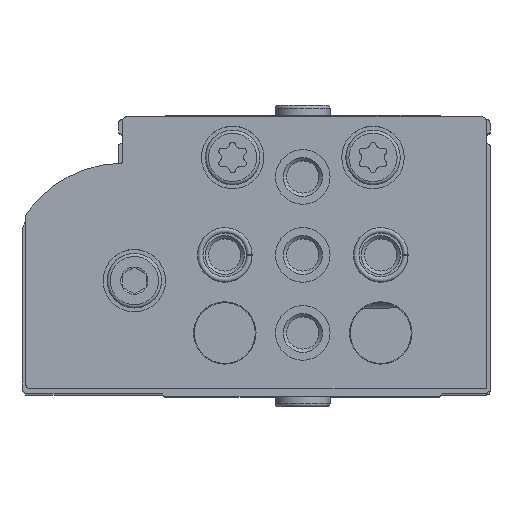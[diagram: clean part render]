
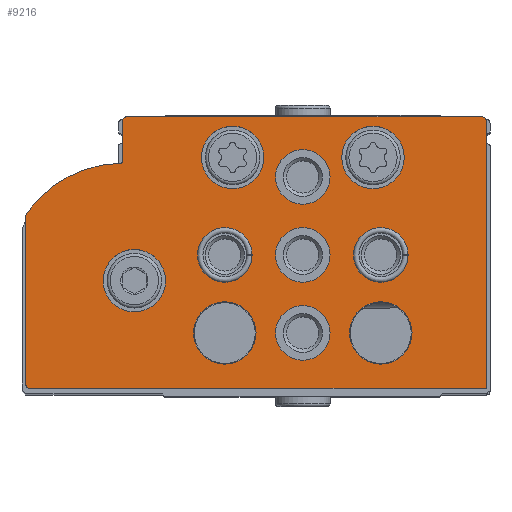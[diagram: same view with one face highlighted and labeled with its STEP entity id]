
A CAD part, top view. The second image highlights one B-rep face of the part: STEP entity #9216.
In plain terms, the highlighted face is planar.
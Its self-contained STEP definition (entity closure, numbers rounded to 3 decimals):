
#932=LINE('',#15678,#1616);
#934=LINE('',#15682,#1618);
#937=LINE('',#15690,#1621);
#942=LINE('',#15706,#1626);
#945=LINE('',#15714,#1629);
#1616=VECTOR('',#12657,1000.);
#1618=VECTOR('',#12661,1000.);
#1621=VECTOR('',#12670,1000.);
#1626=VECTOR('',#12689,1000.);
#1629=VECTOR('',#12698,1000.);
#3480=ORIENTED_EDGE('',*,*,#5167,.T.);
#3481=ORIENTED_EDGE('',*,*,#5168,.T.);
#3482=ORIENTED_EDGE('',*,*,#5169,.T.);
#3483=ORIENTED_EDGE('',*,*,#5170,.T.);
#3484=ORIENTED_EDGE('',*,*,#5171,.T.);
#3485=ORIENTED_EDGE('',*,*,#5172,.T.);
#3486=ORIENTED_EDGE('',*,*,#5173,.T.);
#3487=ORIENTED_EDGE('',*,*,#5174,.T.);
#3488=ORIENTED_EDGE('',*,*,#5175,.T.);
#3489=ORIENTED_EDGE('',*,*,#5176,.T.);
#3490=ORIENTED_EDGE('',*,*,#5144,.F.);
#3491=ORIENTED_EDGE('',*,*,#5165,.F.);
#3492=ORIENTED_EDGE('',*,*,#5163,.F.);
#3493=ORIENTED_EDGE('',*,*,#5161,.F.);
#3494=ORIENTED_EDGE('',*,*,#5159,.T.);
#3495=ORIENTED_EDGE('',*,*,#5157,.F.);
#3496=ORIENTED_EDGE('',*,*,#5155,.F.);
#3497=ORIENTED_EDGE('',*,*,#5153,.F.);
#3498=ORIENTED_EDGE('',*,*,#5151,.F.);
#3499=ORIENTED_EDGE('',*,*,#5149,.F.);
#3500=ORIENTED_EDGE('',*,*,#5147,.F.);
#5144=EDGE_CURVE('',#6164,#6165,#6741,.T.);
#5147=EDGE_CURVE('',#6165,#6166,#932,.T.);
#5149=EDGE_CURVE('',#6166,#6167,#934,.T.);
#5151=EDGE_CURVE('',#6167,#6168,#6742,.T.);
#5153=EDGE_CURVE('',#6168,#6169,#937,.T.);
#5155=EDGE_CURVE('',#6169,#6170,#6743,.T.);
#5157=EDGE_CURVE('',#6170,#6171,#6744,.T.);
#5159=EDGE_CURVE('',#6172,#6171,#6745,.T.);
#5161=EDGE_CURVE('',#6172,#6173,#942,.T.);
#5163=EDGE_CURVE('',#6173,#6174,#6746,.T.);
#5165=EDGE_CURVE('',#6174,#6164,#945,.T.);
#5167=EDGE_CURVE('',#6175,#6175,#6747,.T.);
#5168=EDGE_CURVE('',#6176,#6176,#6748,.T.);
#5169=EDGE_CURVE('',#6177,#6177,#6749,.T.);
#5170=EDGE_CURVE('',#6178,#6178,#6750,.T.);
#5171=EDGE_CURVE('',#6179,#6179,#6751,.T.);
#5172=EDGE_CURVE('',#6180,#6180,#6752,.T.);
#5173=EDGE_CURVE('',#6181,#6181,#6753,.T.);
#5174=EDGE_CURVE('',#6182,#6182,#6754,.T.);
#5175=EDGE_CURVE('',#6183,#6183,#6755,.T.);
#5176=EDGE_CURVE('',#6184,#6184,#6756,.T.);
#6164=VERTEX_POINT('',#15673);
#6165=VERTEX_POINT('',#15674);
#6166=VERTEX_POINT('',#15679);
#6167=VERTEX_POINT('',#15683);
#6168=VERTEX_POINT('',#15687);
#6169=VERTEX_POINT('',#15691);
#6170=VERTEX_POINT('',#15695);
#6171=VERTEX_POINT('',#15699);
#6172=VERTEX_POINT('',#15703);
#6173=VERTEX_POINT('',#15707);
#6174=VERTEX_POINT('',#15711);
#6175=VERTEX_POINT('',#15718);
#6176=VERTEX_POINT('',#15720);
#6177=VERTEX_POINT('',#15722);
#6178=VERTEX_POINT('',#15724);
#6179=VERTEX_POINT('',#15726);
#6180=VERTEX_POINT('',#15728);
#6181=VERTEX_POINT('',#15730);
#6182=VERTEX_POINT('',#15732);
#6183=VERTEX_POINT('',#15734);
#6184=VERTEX_POINT('',#15736);
#6741=CIRCLE('',#10379,0.5);
#6742=CIRCLE('',#10383,0.5);
#6743=CIRCLE('',#10386,1.);
#6744=CIRCLE('',#10388,15.);
#6745=CIRCLE('',#10390,0.3);
#6746=CIRCLE('',#10393,0.5);
#6747=CIRCLE('',#10396,4.);
#6748=CIRCLE('',#10397,4.);
#6749=CIRCLE('',#10398,4.);
#6750=CIRCLE('',#10399,3.5);
#6751=CIRCLE('',#10400,3.5);
#6752=CIRCLE('',#10401,3.5);
#6753=CIRCLE('',#10402,3.5);
#6754=CIRCLE('',#10403,3.5);
#6755=CIRCLE('',#10404,4.);
#6756=CIRCLE('',#10405,4.);
#7430=EDGE_LOOP('',(#3480));
#7431=EDGE_LOOP('',(#3481));
#7432=EDGE_LOOP('',(#3482));
#7433=EDGE_LOOP('',(#3483));
#7434=EDGE_LOOP('',(#3484));
#7435=EDGE_LOOP('',(#3485));
#7436=EDGE_LOOP('',(#3486));
#7437=EDGE_LOOP('',(#3487));
#7438=EDGE_LOOP('',(#3488));
#7439=EDGE_LOOP('',(#3489));
#7440=EDGE_LOOP('',(#3490,#3491,#3492,#3493,#3494,#3495,#3496,#3497,#3498,
#3499,#3500));
#8257=FACE_BOUND('',#7430,.T.);
#8258=FACE_BOUND('',#7431,.T.);
#8259=FACE_BOUND('',#7432,.T.);
#8260=FACE_BOUND('',#7433,.T.);
#8261=FACE_BOUND('',#7434,.T.);
#8262=FACE_BOUND('',#7435,.T.);
#8263=FACE_BOUND('',#7436,.T.);
#8264=FACE_BOUND('',#7437,.T.);
#8265=FACE_BOUND('',#7438,.T.);
#8266=FACE_BOUND('',#7439,.T.);
#8267=FACE_BOUND('',#7440,.T.);
#8777=PLANE('',#10395);
#9216=ADVANCED_FACE('',(#8257,#8258,#8259,#8260,#8261,#8262,#8263,#8264,
#8265,#8266,#8267),#8777,.F.);
#10379=AXIS2_PLACEMENT_3D('',#15672,#12651,#12652);
#10383=AXIS2_PLACEMENT_3D('',#15686,#12665,#12666);
#10386=AXIS2_PLACEMENT_3D('',#15694,#12674,#12675);
#10388=AXIS2_PLACEMENT_3D('',#15698,#12679,#12680);
#10390=AXIS2_PLACEMENT_3D('',#15702,#12684,#12685);
#10393=AXIS2_PLACEMENT_3D('',#15710,#12693,#12694);
#10395=AXIS2_PLACEMENT_3D('',#15716,#12700,#12701);
#10396=AXIS2_PLACEMENT_3D('',#15717,#12702,#12703);
#10397=AXIS2_PLACEMENT_3D('',#15719,#12704,#12705);
#10398=AXIS2_PLACEMENT_3D('',#15721,#12706,#12707);
#10399=AXIS2_PLACEMENT_3D('',#15723,#12708,#12709);
#10400=AXIS2_PLACEMENT_3D('',#15725,#12710,#12711);
#10401=AXIS2_PLACEMENT_3D('',#15727,#12712,#12713);
#10402=AXIS2_PLACEMENT_3D('',#15729,#12714,#12715);
#10403=AXIS2_PLACEMENT_3D('',#15731,#12716,#12717);
#10404=AXIS2_PLACEMENT_3D('',#15733,#12718,#12719);
#10405=AXIS2_PLACEMENT_3D('',#15735,#12720,#12721);
#12651=DIRECTION('',(0.,0.,1.));
#12652=DIRECTION('',(1.,0.,0.));
#12657=DIRECTION('',(0.,-1.,0.));
#12661=DIRECTION('',(1.,0.,0.));
#12665=DIRECTION('',(0.,0.,1.));
#12666=DIRECTION('',(1.,0.,0.));
#12670=DIRECTION('',(0.,1.,0.));
#12674=DIRECTION('',(0.,0.,1.));
#12675=DIRECTION('',(1.,0.,0.));
#12679=DIRECTION('',(0.,0.,1.));
#12680=DIRECTION('',(1.,0.,0.));
#12684=DIRECTION('',(0.,0.,1.));
#12685=DIRECTION('',(1.,0.,0.));
#12689=DIRECTION('',(0.,1.,0.));
#12693=DIRECTION('',(0.,0.,1.));
#12694=DIRECTION('',(1.,0.,0.));
#12698=DIRECTION('',(-1.,0.,0.));
#12700=DIRECTION('',(0.,0.,1.));
#12701=DIRECTION('',(1.,0.,0.));
#12702=DIRECTION('',(0.,0.,1.));
#12703=DIRECTION('',(1.,0.,0.));
#12704=DIRECTION('',(0.,0.,1.));
#12705=DIRECTION('',(1.,0.,0.));
#12706=DIRECTION('',(0.,0.,1.));
#12707=DIRECTION('',(1.,0.,0.));
#12708=DIRECTION('',(0.,0.,1.));
#12709=DIRECTION('',(1.,0.,0.));
#12710=DIRECTION('',(0.,0.,1.));
#12711=DIRECTION('',(1.,0.,0.));
#12712=DIRECTION('',(0.,0.,1.));
#12713=DIRECTION('',(1.,0.,0.));
#12714=DIRECTION('',(0.,0.,1.));
#12715=DIRECTION('',(1.,0.,0.));
#12716=DIRECTION('',(0.,0.,1.));
#12717=DIRECTION('',(1.,0.,0.));
#12718=DIRECTION('',(0.,0.,1.));
#12719=DIRECTION('',(1.,0.,0.));
#12720=DIRECTION('',(0.,0.,1.));
#12721=DIRECTION('',(1.,0.,0.));
#15672=CARTESIAN_POINT('',(0.5,34.3,0.));
#15673=CARTESIAN_POINT('',(0.5,34.8,0.));
#15674=CARTESIAN_POINT('',(0.,34.3,0.));
#15678=CARTESIAN_POINT('',(0.,34.3,0.));
#15679=CARTESIAN_POINT('',(0.,0.,0.));
#15682=CARTESIAN_POINT('',(0.,0.,0.));
#15683=CARTESIAN_POINT('',(58.5,0.,0.));
#15686=CARTESIAN_POINT('',(58.5,0.5,0.));
#15687=CARTESIAN_POINT('',(59.,0.5,0.));
#15690=CARTESIAN_POINT('',(59.,0.5,0.));
#15691=CARTESIAN_POINT('',(59.,21.976,0.));
#15694=CARTESIAN_POINT('',(58.,21.976,0.));
#15695=CARTESIAN_POINT('',(58.814,22.557,0.));
#15698=CARTESIAN_POINT('',(46.6,13.85,0.));
#15699=CARTESIAN_POINT('',(46.894,28.847,0.));
#15702=CARTESIAN_POINT('',(46.9,29.147,0.));
#15703=CARTESIAN_POINT('',(46.6,29.147,0.));
#15706=CARTESIAN_POINT('',(46.6,29.147,0.));
#15707=CARTESIAN_POINT('',(46.6,34.3,0.));
#15710=CARTESIAN_POINT('',(46.1,34.3,0.));
#15711=CARTESIAN_POINT('',(46.1,34.8,0.));
#15714=CARTESIAN_POINT('',(46.1,34.8,0.));
#15716=CARTESIAN_POINT('',(0.5,34.3,0.));
#15717=CARTESIAN_POINT('',(45.1,13.8,0.));
#15718=CARTESIAN_POINT('',(49.1,13.8,0.));
#15719=CARTESIAN_POINT('',(32.5,29.6,0.));
#15720=CARTESIAN_POINT('',(36.5,29.6,0.));
#15721=CARTESIAN_POINT('',(14.5,29.6,0.));
#15722=CARTESIAN_POINT('',(18.5,29.6,0.));
#15723=CARTESIAN_POINT('',(23.5,27.1,0.));
#15724=CARTESIAN_POINT('',(27.,27.1,0.));
#15725=CARTESIAN_POINT('',(33.5,17.1,0.));
#15726=CARTESIAN_POINT('',(37.,17.1,0.));
#15727=CARTESIAN_POINT('',(23.5,17.1,0.));
#15728=CARTESIAN_POINT('',(27.,17.1,0.));
#15729=CARTESIAN_POINT('',(13.5,17.1,0.));
#15730=CARTESIAN_POINT('',(17.,17.1,0.));
#15731=CARTESIAN_POINT('',(23.5,7.1,0.));
#15732=CARTESIAN_POINT('',(27.,7.1,0.));
#15733=CARTESIAN_POINT('',(33.5,7.1,0.));
#15734=CARTESIAN_POINT('',(37.5,7.1,0.));
#15735=CARTESIAN_POINT('',(13.5,7.1,0.));
#15736=CARTESIAN_POINT('',(17.5,7.1,0.));
